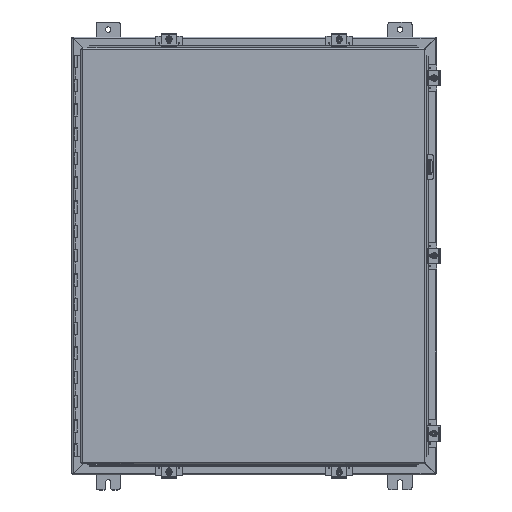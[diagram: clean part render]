
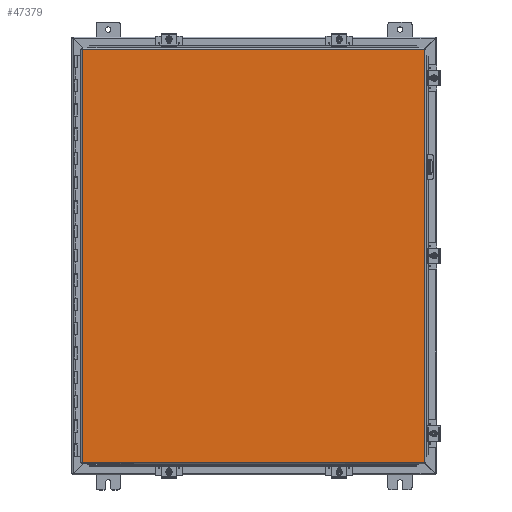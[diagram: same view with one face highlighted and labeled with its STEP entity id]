
A CAD part, top view. The second image highlights one B-rep face of the part: STEP entity #47379.
In plain terms, the highlighted face is planar.
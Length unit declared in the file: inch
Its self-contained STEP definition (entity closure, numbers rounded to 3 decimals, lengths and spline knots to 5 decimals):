
#632 = VECTOR ( 'NONE', #15195, 39.37008 ) ;
#691 = CARTESIAN_POINT ( 'NONE',  ( -14.08225, -16.9885, 0. ) ) ;
#2177 = CARTESIAN_POINT ( 'NONE',  ( -14.08225, 16.9885, 0. ) ) ;
#3261 = LINE ( 'NONE', #18297, #12051 ) ;
#5135 = DIRECTION ( 'NONE',  ( -1., 0., 0. ) ) ;
#5442 = CARTESIAN_POINT ( 'NONE',  ( 14.08225, -16.9885, 0. ) ) ;
#7875 = LINE ( 'NONE', #5442, #27788 ) ;
#10560 = LINE ( 'NONE', #15039, #632 ) ;
#12051 = VECTOR ( 'NONE', #18305, 39.37008 ) ;
#14153 = EDGE_CURVE ( 'NONE', #43643, #36226, #37010, .T. ) ;
#15039 = CARTESIAN_POINT ( 'NONE',  ( -14.08225, -16.9885, 0. ) ) ;
#15195 = DIRECTION ( 'NONE',  ( 0., 1., 0. ) ) ;
#18297 = CARTESIAN_POINT ( 'NONE',  ( -14.08225, 16.9885, 0. ) ) ;
#18305 = DIRECTION ( 'NONE',  ( 1., 0., 0. ) ) ;
#18495 = CARTESIAN_POINT ( 'NONE',  ( 14.08225, 16.9885, 0. ) ) ;
#18979 = DIRECTION ( 'NONE',  ( 0., -1., 0. ) ) ;
#19824 = CARTESIAN_POINT ( 'NONE',  ( 14.08225, 16.9885, 0. ) ) ;
#20214 = DIRECTION ( 'NONE',  ( 1., 0., 0. ) ) ;
#20332 = DIRECTION ( 'NONE',  ( 0., 0., 1. ) ) ;
#20381 = EDGE_CURVE ( 'NONE', #39040, #24158, #10560, .T. ) ;
#20392 = CARTESIAN_POINT ( 'NONE',  ( 0., 0., 0. ) ) ;
#21558 = PLANE ( 'NONE',  #23741 ) ;
#23741 = AXIS2_PLACEMENT_3D ( 'NONE', #20392, #20332, #20214 ) ;
#23768 = EDGE_CURVE ( 'NONE', #24158, #43643, #3261, .T. ) ;
#24158 = VERTEX_POINT ( 'NONE', #2177 ) ;
#27531 = EDGE_CURVE ( 'NONE', #36226, #39040, #7875, .T. ) ;
#27788 = VECTOR ( 'NONE', #5135, 39.37008 ) ;
#29625 = FACE_OUTER_BOUND ( 'NONE', #37280, .T. ) ;
#30426 = ORIENTED_EDGE ( 'NONE', *, *, #27531, .T. ) ;
#33756 = ORIENTED_EDGE ( 'NONE', *, *, #23768, .T. ) ;
#35201 = ORIENTED_EDGE ( 'NONE', *, *, #14153, .T. ) ;
#35966 = CARTESIAN_POINT ( 'NONE',  ( 14.08225, -16.9885, 0. ) ) ;
#36226 = VERTEX_POINT ( 'NONE', #35966 ) ;
#36634 = VECTOR ( 'NONE', #18979, 39.37008 ) ;
#37010 = LINE ( 'NONE', #19824, #36634 ) ;
#37280 = EDGE_LOOP ( 'NONE', ( #42056, #33756, #35201, #30426 ) ) ;
#39040 = VERTEX_POINT ( 'NONE', #691 ) ;
#42056 = ORIENTED_EDGE ( 'NONE', *, *, #20381, .T. ) ;
#43643 = VERTEX_POINT ( 'NONE', #18495 ) ;
#47379 = ADVANCED_FACE ( 'NONE', ( #29625 ), #21558, .F. ) ;
